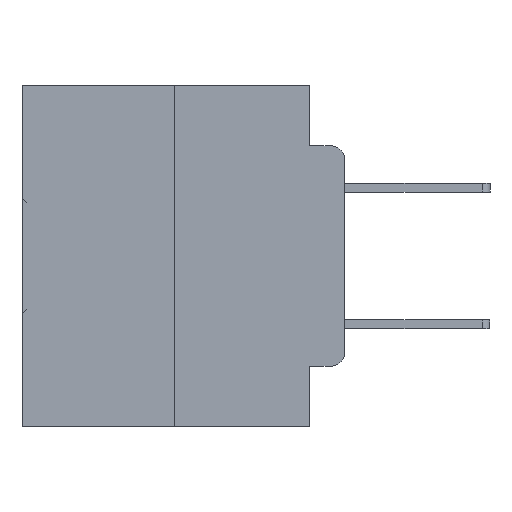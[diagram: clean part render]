
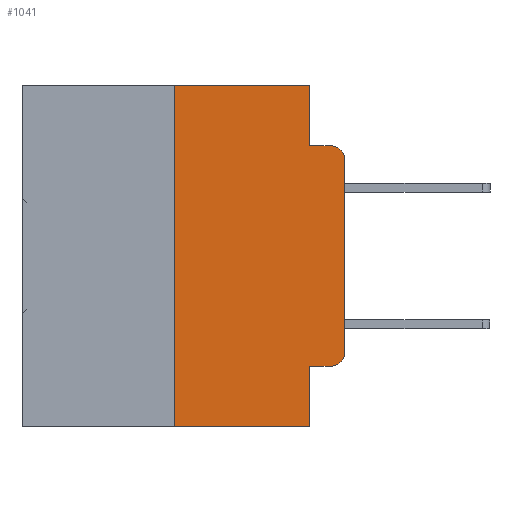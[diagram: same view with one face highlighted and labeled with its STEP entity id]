
A CAD part, left-side view. The second image highlights one B-rep face of the part: STEP entity #1041.
In plain terms, the highlighted planar face has unit normal (-1, 0, 0).
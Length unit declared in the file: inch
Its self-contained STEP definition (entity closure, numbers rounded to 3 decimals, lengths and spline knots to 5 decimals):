
#606 = CARTESIAN_POINT ( 'NONE',  ( 0., 0.02, -0.1085 ) ) ;
#1041 = ADVANCED_FACE ( 'NONE', ( #4024 ), #28765, .F. ) ;
#1147 = CARTESIAN_POINT ( 'NONE',  ( 0., 0.473, -0.5 ) ) ;
#1172 = CARTESIAN_POINT ( 'NONE',  ( 0., 0.051, 0. ) ) ;
#1650 = VECTOR ( 'NONE', #33318, 39.37008 ) ;
#2281 = EDGE_LOOP ( 'NONE', ( #19066, #13074, #22247, #7151, #6964, #5903, #4396, #15542, #18417, #18534 ) ) ;
#2869 = VERTEX_POINT ( 'NONE', #23055 ) ;
#3061 = EDGE_CURVE ( 'NONE', #18709, #31806, #4289, .T. ) ;
#3248 = DIRECTION ( 'NONE',  ( 0., 0., -1. ) ) ;
#3612 = CARTESIAN_POINT ( 'NONE',  ( 0., 0.02, -0.3915 ) ) ;
#4024 = FACE_OUTER_BOUND ( 'NONE', #2281, .T. ) ;
#4289 = CIRCLE ( 'NONE', #6129, 0.02 ) ;
#4396 = ORIENTED_EDGE ( 'NONE', *, *, #12652, .T. ) ;
#4506 = LINE ( 'NONE', #22560, #9001 ) ;
#5398 = CARTESIAN_POINT ( 'NONE',  ( 0., 0.25, 0. ) ) ;
#5530 = AXIS2_PLACEMENT_3D ( 'NONE', #3612, #21721, #6247 ) ;
#5903 = ORIENTED_EDGE ( 'NONE', *, *, #26278, .F. ) ;
#6129 = AXIS2_PLACEMENT_3D ( 'NONE', #606, #18809, #3248 ) ;
#6247 = DIRECTION ( 'NONE',  ( 0., 0., -1. ) ) ;
#6419 = VERTEX_POINT ( 'NONE', #1172 ) ;
#6586 = EDGE_CURVE ( 'NONE', #2869, #18709, #4506, .T. ) ;
#6964 = ORIENTED_EDGE ( 'NONE', *, *, #27971, .F. ) ;
#7151 = ORIENTED_EDGE ( 'NONE', *, *, #29681, .F. ) ;
#7635 = VERTEX_POINT ( 'NONE', #16384 ) ;
#7708 = LINE ( 'NONE', #14781, #25866 ) ;
#8144 = DIRECTION ( 'NONE',  ( 0., 0., 1. ) ) ;
#8303 = VECTOR ( 'NONE', #8144, 39.37008 ) ;
#8862 = VERTEX_POINT ( 'NONE', #24899 ) ;
#8910 = DIRECTION ( 'NONE',  ( 0., -1., 0. ) ) ;
#8929 = AXIS2_PLACEMENT_3D ( 'NONE', #13394, #31314, #16015 ) ;
#9001 = VECTOR ( 'NONE', #14856, 39.37008 ) ;
#9033 = DIRECTION ( 'NONE',  ( 0., -1., 0. ) ) ;
#10068 = VERTEX_POINT ( 'NONE', #19999 ) ;
#10108 = LINE ( 'NONE', #21819, #22177 ) ;
#10277 = CIRCLE ( 'NONE', #5530, 0.02 ) ;
#10353 = CARTESIAN_POINT ( 'NONE',  ( 0., 0.051, -0.5 ) ) ;
#11035 = VECTOR ( 'NONE', #9033, 39.37008 ) ;
#11670 = VERTEX_POINT ( 'NONE', #28124 ) ;
#11746 = DIRECTION ( 'NONE',  ( 0., -1., 0. ) ) ;
#12652 = EDGE_CURVE ( 'NONE', #11670, #25583, #19558, .T. ) ;
#13074 = ORIENTED_EDGE ( 'NONE', *, *, #3061, .T. ) ;
#13394 = CARTESIAN_POINT ( 'NONE',  ( 0., 0.473, 0. ) ) ;
#13441 = CARTESIAN_POINT ( 'NONE',  ( 0., 0.02, -0.0885 ) ) ;
#14098 = DIRECTION ( 'NONE',  ( 0., 0., -1. ) ) ;
#14261 = CARTESIAN_POINT ( 'NONE',  ( 0., 0.051, -0.4115 ) ) ;
#14781 = CARTESIAN_POINT ( 'NONE',  ( 0., 0.051, 0. ) ) ;
#14856 = DIRECTION ( 'NONE',  ( 0., 0., 1. ) ) ;
#15445 = CARTESIAN_POINT ( 'NONE',  ( 0., 0.473, 0. ) ) ;
#15542 = ORIENTED_EDGE ( 'NONE', *, *, #22790, .F. ) ;
#15967 = EDGE_CURVE ( 'NONE', #8862, #2869, #10277, .T. ) ;
#16015 = DIRECTION ( 'NONE',  ( 0., 0., -1. ) ) ;
#16384 = CARTESIAN_POINT ( 'NONE',  ( 0., 0.051, -0.4115 ) ) ;
#18417 = ORIENTED_EDGE ( 'NONE', *, *, #19381, .T. ) ;
#18534 = ORIENTED_EDGE ( 'NONE', *, *, #15967, .T. ) ;
#18709 = VERTEX_POINT ( 'NONE', #18772 ) ;
#18772 = CARTESIAN_POINT ( 'NONE',  ( 0., 0., -0.1085 ) ) ;
#18809 = DIRECTION ( 'NONE',  ( -1., 0., 0. ) ) ;
#19066 = ORIENTED_EDGE ( 'NONE', *, *, #6586, .T. ) ;
#19381 = EDGE_CURVE ( 'NONE', #7635, #8862, #30820, .T. ) ;
#19558 = LINE ( 'NONE', #1147, #11035 ) ;
#19999 = CARTESIAN_POINT ( 'NONE',  ( 0., 0.051, -0.0885 ) ) ;
#20408 = CARTESIAN_POINT ( 'NONE',  ( 0., 0.25, 0. ) ) ;
#20559 = VERTEX_POINT ( 'NONE', #20408 ) ;
#21721 = DIRECTION ( 'NONE',  ( -1., 0., 0. ) ) ;
#21819 = CARTESIAN_POINT ( 'NONE',  ( 0., 0.051, 0. ) ) ;
#22177 = VECTOR ( 'NONE', #14098, 39.37008 ) ;
#22247 = ORIENTED_EDGE ( 'NONE', *, *, #33101, .F. ) ;
#22560 = CARTESIAN_POINT ( 'NONE',  ( 0., 0., 0. ) ) ;
#22790 = EDGE_CURVE ( 'NONE', #7635, #25583, #7708, .T. ) ;
#23055 = CARTESIAN_POINT ( 'NONE',  ( 0., 0., -0.3915 ) ) ;
#24437 = LINE ( 'NONE', #5398, #8303 ) ;
#24899 = CARTESIAN_POINT ( 'NONE',  ( 0., 0.02, -0.4115 ) ) ;
#25087 = DIRECTION ( 'NONE',  ( 0., 0., -1. ) ) ;
#25583 = VERTEX_POINT ( 'NONE', #10353 ) ;
#25866 = VECTOR ( 'NONE', #25087, 39.37008 ) ;
#26278 = EDGE_CURVE ( 'NONE', #11670, #20559, #24437, .T. ) ;
#26786 = LINE ( 'NONE', #32066, #32741 ) ;
#27564 = LINE ( 'NONE', #15445, #1650 ) ;
#27971 = EDGE_CURVE ( 'NONE', #20559, #6419, #27564, .T. ) ;
#28124 = CARTESIAN_POINT ( 'NONE',  ( 0., 0.25, -0.5 ) ) ;
#28765 = PLANE ( 'NONE',  #8929 ) ;
#29258 = VECTOR ( 'NONE', #11746, 39.37008 ) ;
#29681 = EDGE_CURVE ( 'NONE', #6419, #10068, #10108, .T. ) ;
#30820 = LINE ( 'NONE', #14261, #29258 ) ;
#31314 = DIRECTION ( 'NONE',  ( 1., 0., 0. ) ) ;
#31806 = VERTEX_POINT ( 'NONE', #13441 ) ;
#32066 = CARTESIAN_POINT ( 'NONE',  ( 0., 0.051, -0.0885 ) ) ;
#32741 = VECTOR ( 'NONE', #8910, 39.37008 ) ;
#33101 = EDGE_CURVE ( 'NONE', #10068, #31806, #26786, .T. ) ;
#33318 = DIRECTION ( 'NONE',  ( 0., -1., 0. ) ) ;
